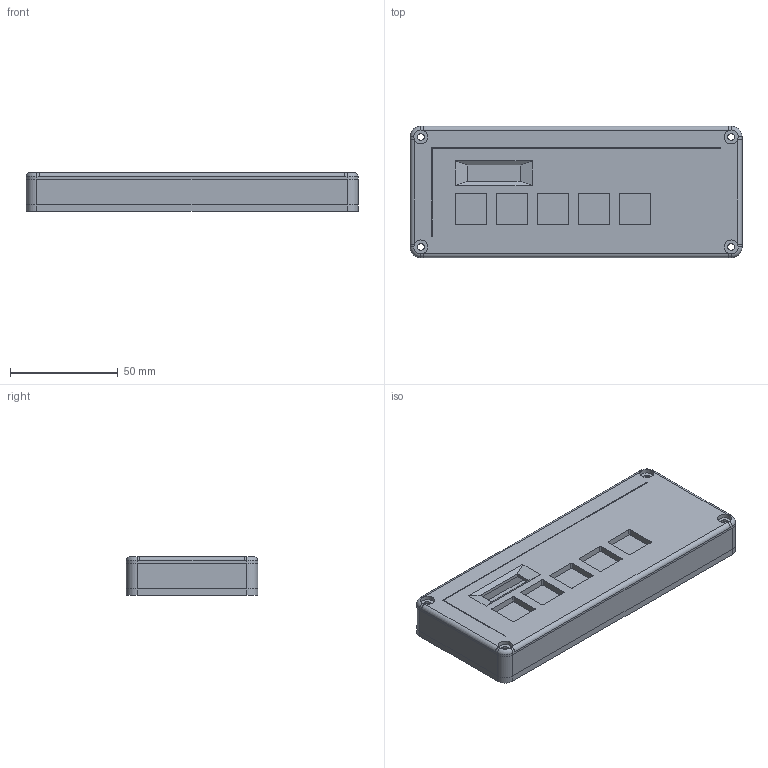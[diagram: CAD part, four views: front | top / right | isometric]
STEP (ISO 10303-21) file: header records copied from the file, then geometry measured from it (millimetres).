
FILE_DESCRIPTION(/* description */ ('','CAx-IF Rec.Pracs.---Representation and Presentation of Product Manufacturing Information (PMI)---4.0---2014-10-13'),/* implementation_level */ '2;1');
FILE_NAME(/* name */ 'linus ide toolbar v14.step',/* time_stamp */ '2025-02-05T19:38:10+01:00',/* author */ (''),/* organization */ (''),/* preprocessor_version */ 'ST-DEVELOPER v20',/* originating_system */ 'Autodesk Translation Framework v13.20.0.188',/* authorisation */ '');
FILE_SCHEMA (('AP242_MANAGED_MODEL_BASED_3D_ENGINEERING_MIM_LF { 1 0 10303 442 1 1 4 }'));
Length unit declared in the file: millimetre
Products named in the file (4): linus ide toolbar; Bottom; Plate; Walls
Assembly tree (3 placements, depth 2):
  linus ide toolbar
    Bottom
    Plate
    Walls
Bounding box: 154 x 61 x 18 mm (x, y, z)
Volume: 97123.1 mm3; surface area: 56921.6 mm2
Topology: 3 solids, 3 shells, 402 faces, 1091 edges, 720 vertices
Faces by surface type: plane 175, bspline 158, cylinder 65, torus 4
Full cylindrical faces by diameter (mm): 3.2 x12, 6.5 x8
Entity records: 14295 total; most frequent: CARTESIAN_POINT 4946, ORIENTED_EDGE 2182, DIRECTION 1397, EDGE_CURVE 1091, VERTEX_POINT 720, LINE 639, VECTOR 639, EDGE_LOOP 467
